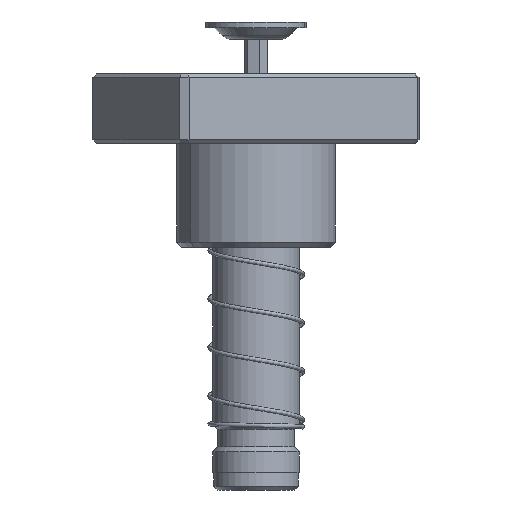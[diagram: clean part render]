
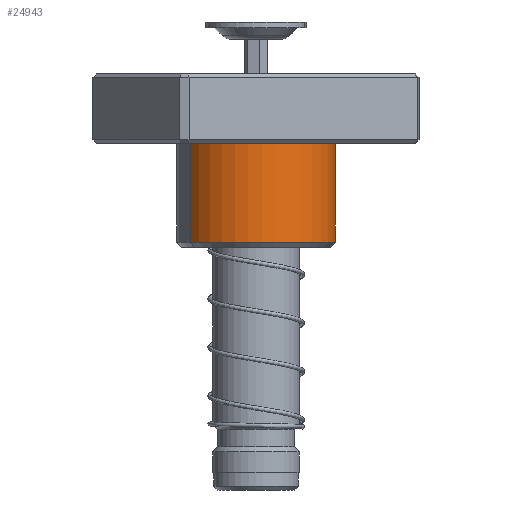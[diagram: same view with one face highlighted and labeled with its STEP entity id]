
A CAD part, front view. The second image highlights one B-rep face of the part: STEP entity #24943.
In plain terms, the highlighted cylindrical face has radius 23 mm (diameter 46 mm), a partial arc.
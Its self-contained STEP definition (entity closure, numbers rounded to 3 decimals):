
#484 = AXIS2_PLACEMENT_3D ( 'NONE', #12583, #28998, #12478 ) ;
#687 = FACE_OUTER_BOUND ( 'NONE', #13535, .T. ) ;
#861 = VECTOR ( 'NONE', #3238, 1000. ) ;
#1631 = CIRCLE ( 'NONE', #22236, 23. ) ;
#2027 = EDGE_CURVE ( 'NONE', #7099, #9864, #8308, .T. ) ;
#3238 = DIRECTION ( 'NONE',  ( 0., 0., -1. ) ) ;
#4319 = CARTESIAN_POINT ( 'NONE',  ( -23., 0., 20. ) ) ;
#4576 = ORIENTED_EDGE ( 'NONE', *, *, #19236, .T. ) ;
#5137 = ORIENTED_EDGE ( 'NONE', *, *, #2027, .F. ) ;
#5504 = CARTESIAN_POINT ( 'NONE',  ( 0., 0., 20. ) ) ;
#5607 = DIRECTION ( 'NONE',  ( 0., 0., 1. ) ) ;
#6198 = DIRECTION ( 'NONE',  ( 1., 0., 0. ) ) ;
#6704 = ORIENTED_EDGE ( 'NONE', *, *, #12813, .T. ) ;
#6767 = CARTESIAN_POINT ( 'NONE',  ( -23., 0., 48.5 ) ) ;
#6954 = CARTESIAN_POINT ( 'NONE',  ( -23., 0., 50. ) ) ;
#6991 = EDGE_CURVE ( 'NONE', #28746, #9864, #20025, .T. ) ;
#7099 = VERTEX_POINT ( 'NONE', #8102 ) ;
#8031 = AXIS2_PLACEMENT_3D ( 'NONE', #13644, #16067, #6198 ) ;
#8049 = CARTESIAN_POINT ( 'NONE',  ( 0., 0., 20. ) ) ;
#8102 = CARTESIAN_POINT ( 'NONE',  ( 23., 0., 48.5 ) ) ;
#8308 = LINE ( 'NONE', #15052, #861 ) ;
#8471 = ORIENTED_EDGE ( 'NONE', *, *, #30860, .T. ) ;
#9864 = VERTEX_POINT ( 'NONE', #15292 ) ;
#9912 = VECTOR ( 'NONE', #26213, 1000. ) ;
#10621 = CARTESIAN_POINT ( 'NONE',  ( 0., -23., 20. ) ) ;
#12478 = DIRECTION ( 'NONE',  ( -1., 0., 0. ) ) ;
#12583 = CARTESIAN_POINT ( 'NONE',  ( 0., 0., 50. ) ) ;
#12813 = EDGE_CURVE ( 'NONE', #26088, #16526, #28621, .T. ) ;
#13086 = DIRECTION ( 'NONE',  ( 0., 0., 1. ) ) ;
#13535 = EDGE_LOOP ( 'NONE', ( #5137, #4576, #6704, #8471, #21163 ) ) ;
#13644 = CARTESIAN_POINT ( 'NONE',  ( 0., 0., 48.5 ) ) ;
#15052 = CARTESIAN_POINT ( 'NONE',  ( 23., 0., 50. ) ) ;
#15292 = CARTESIAN_POINT ( 'NONE',  ( 23., 0., 20. ) ) ;
#16067 = DIRECTION ( 'NONE',  ( 0., 0., -1. ) ) ;
#16526 = VERTEX_POINT ( 'NONE', #4319 ) ;
#19236 = EDGE_CURVE ( 'NONE', #7099, #26088, #29997, .T. ) ;
#20025 = CIRCLE ( 'NONE', #25884, 23. ) ;
#21163 = ORIENTED_EDGE ( 'NONE', *, *, #6991, .T. ) ;
#22236 = AXIS2_PLACEMENT_3D ( 'NONE', #8049, #13086, #29810 ) ;
#24943 = ADVANCED_FACE ( 'NONE', ( #687 ), #25381, .T. ) ;
#25381 = CYLINDRICAL_SURFACE ( 'NONE', #484, 23. ) ;
#25884 = AXIS2_PLACEMENT_3D ( 'NONE', #5504, #5607, #29227 ) ;
#26088 = VERTEX_POINT ( 'NONE', #6767 ) ;
#26213 = DIRECTION ( 'NONE',  ( 0., 0., -1. ) ) ;
#28621 = LINE ( 'NONE', #6954, #9912 ) ;
#28746 = VERTEX_POINT ( 'NONE', #10621 ) ;
#28998 = DIRECTION ( 'NONE',  ( 0., 0., -1. ) ) ;
#29227 = DIRECTION ( 'NONE',  ( 1., 0., 0. ) ) ;
#29810 = DIRECTION ( 'NONE',  ( 1., 0., 0. ) ) ;
#29997 = CIRCLE ( 'NONE', #8031, 23. ) ;
#30860 = EDGE_CURVE ( 'NONE', #16526, #28746, #1631, .T. ) ;
